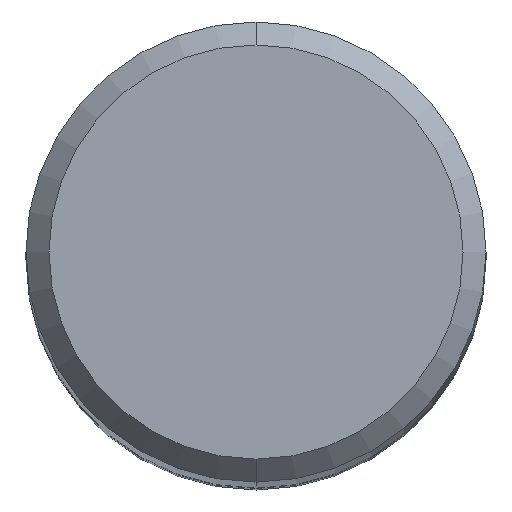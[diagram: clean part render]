
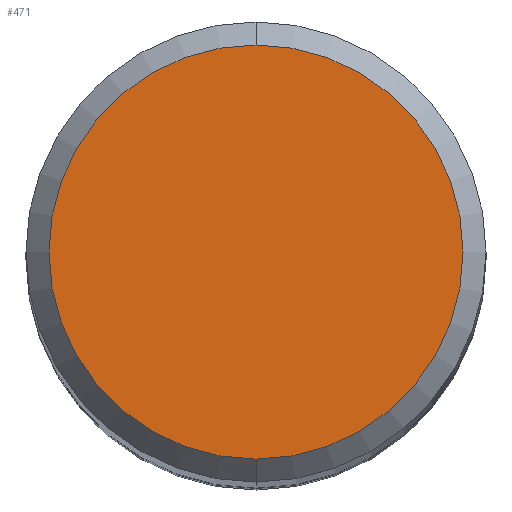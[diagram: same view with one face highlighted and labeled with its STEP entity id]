
A CAD part, top view. The second image highlights one B-rep face of the part: STEP entity #471.
In plain terms, the highlighted planar face has unit normal (0, 0, 1).
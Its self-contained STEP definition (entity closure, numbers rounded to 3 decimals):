
#269=VERTEX_POINT('',#597);
#287=EDGE_CURVE('',#423,#269,#618,.T.);
#311=EDGE_CURVE('',#269,#423,#647,.T.);
#423=VERTEX_POINT('',#766);
#471=ADVANCED_FACE('',(#818),#819,.T.);
#597=CARTESIAN_POINT('',(0.,-5.4,0.0));
#618=CIRCLE('',#1157,5.4);
#647=CIRCLE('',#1215,5.4);
#766=CARTESIAN_POINT('',(0.0,5.4,0.0));
#818=FACE_OUTER_BOUND('',#1532,.T.);
#819=PLANE('',#1533);
#1157=AXIS2_PLACEMENT_3D('',#1696,#1697,#1698);
#1215=AXIS2_PLACEMENT_3D('',#1740,#1741,#1742);
#1532=EDGE_LOOP('',(#1905,#1906));
#1533=AXIS2_PLACEMENT_3D('',#1907,#1908,#1909);
#1696=CARTESIAN_POINT('',(0.0,0.0,0.0));
#1697=DIRECTION('',(0.0,0.0,-1.0));
#1698=DIRECTION('',(0.0,1.0,0.0));
#1740=CARTESIAN_POINT('',(0.0,0.0,0.0));
#1741=DIRECTION('',(0.0,0.0,-1.0));
#1742=DIRECTION('',(0.0,1.0,0.0));
#1905=ORIENTED_EDGE('',*,*,#287,.F.);
#1906=ORIENTED_EDGE('',*,*,#311,.F.);
#1907=CARTESIAN_POINT('',(0.0,2.7,0.0));
#1908=DIRECTION('',(-0.0,0.0,1.0));
#1909=DIRECTION('',(0.0,-1.0,0.0));
